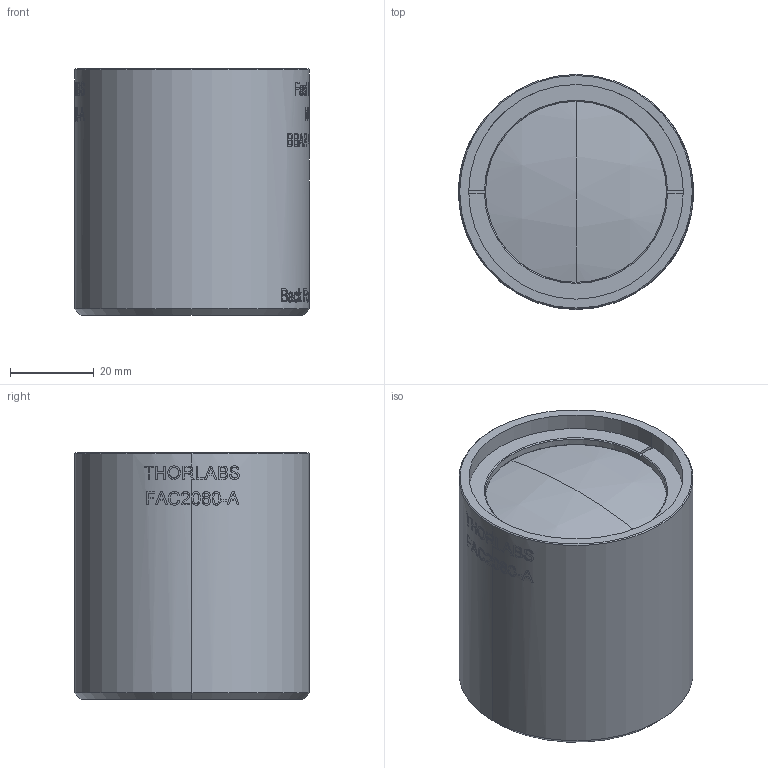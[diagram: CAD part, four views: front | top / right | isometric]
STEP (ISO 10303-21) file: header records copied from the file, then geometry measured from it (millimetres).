
FILE_DESCRIPTION (( 'STEP AP214' ), '1' );
FILE_NAME ('20562-E0W.STEP', '2009-11-18T19:59:04', ( 'Admin' ), ( 'Thorlabs, Inc.' ), 'SwSTEP 2.0', 'SolidWorks 2009', '' );
FILE_SCHEMA (( 'AUTOMOTIVE_DESIGN' ));
Length unit declared in the file: inch
Products named in the file (1): 20562-E0W
Bounding box: 55.88 x 55.88 x 58.71 mm (x, y, z)
Volume: 89940.7 mm3; surface area: 45671.7 mm2
Topology: 7 solids, 7 shells, 197 faces, 1064 edges, 973 vertices
Faces by surface type: cylinder 138, plane 25, cone 20, sphere 14
Entity records: 25533 total; most frequent: CARTESIAN_POINT 14702, ORIENTED_EDGE 2128, DIRECTION 1205, EDGE_CURVE 1064, VERTEX_POINT 973, B_SPLINE_CURVE_WITH_KNOTS 544, AXIS2_PLACEMENT_3D 487, EDGE_LOOP 295
